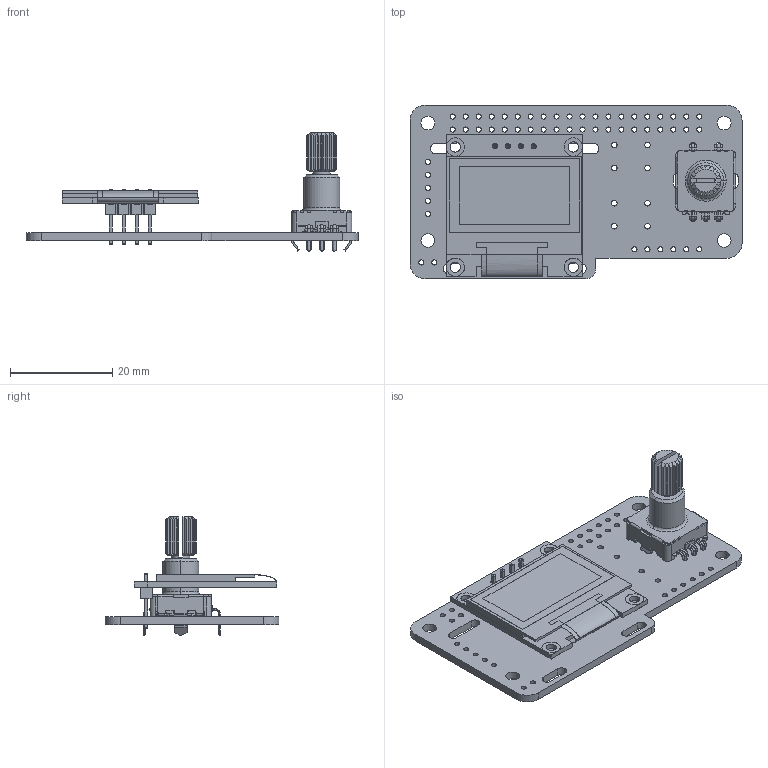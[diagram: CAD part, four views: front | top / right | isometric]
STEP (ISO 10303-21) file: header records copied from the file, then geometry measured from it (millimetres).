
FILE_DESCRIPTION(('KiCad electronic assembly'),'2;1');
FILE_NAME('ctrl_board.step','2022-03-03T11:11:48',('Pcbnew'),('Kicad'), 'Open CASCADE STEP processor 7.6','KiCad to STEP converter','Unknown' );
FILE_SCHEMA(('AUTOMOTIVE_DESIGN { 1 0 10303 214 1 1 1 1 }'));
Length unit declared in the file: millimetre
Products named in the file (6): ctrl_board 1; OLED_128x64; COMPOUND; EC11_Rotary_Encoder_Dode_Switch-15mm; SOLID; ctrl_board PCB
Assembly tree (5 placements, depth 3):
  ctrl_board 1
    OLED_128x64
      COMPOUND
    EC11_Rotary_Encoder_Dode_Switch-15mm
      SOLID
    ctrl_board PCB
Bounding box: 65 x 34 x 23.16 mm (x, y, z)
Volume: 5543.1 mm3; surface area: 8447.3 mm2
Topology: 6 solids, 6 shells, 902 faces, 2453 edges, 1584 vertices
Faces by surface type: bspline 791, cylinder 91, plane 20
Full cylindrical faces by diameter (mm): 1 x62, 1.1 x8, 2.7 x4
Entity records: 62275 total; most frequent: CARTESIAN_POINT 23712, B_SPLINE_CURVE_WITH_KNOTS 5639, ORIENTED_EDGE 4906, PCURVE 4906, DEFINITIONAL_REPRESENTATION 4906, EDGE_CURVE 2453, SURFACE_CURVE 2379, VERTEX_POINT 1584
